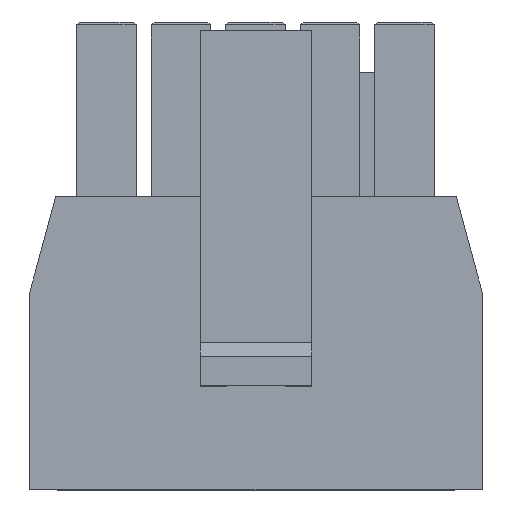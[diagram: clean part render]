
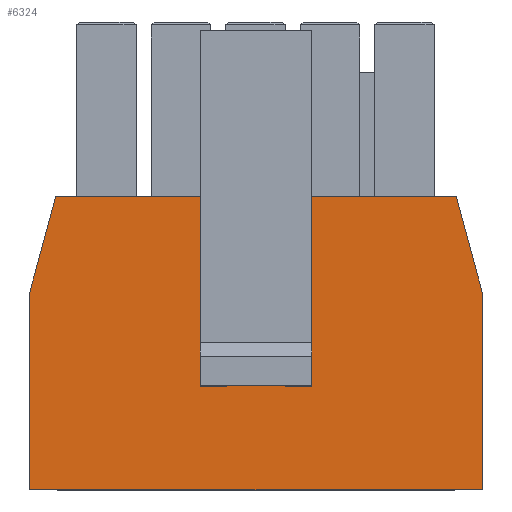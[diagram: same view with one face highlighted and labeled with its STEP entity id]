
A CAD part, top view. The second image highlights one B-rep face of the part: STEP entity #6324.
In plain terms, the highlighted planar face has unit normal (0, 0, 1).
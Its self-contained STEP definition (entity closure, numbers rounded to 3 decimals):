
#1098=ORIENTED_EDGE('',*,*,#1930,.T.);
#1099=ORIENTED_EDGE('',*,*,#2537,.T.);
#1100=ORIENTED_EDGE('',*,*,#1939,.T.);
#1101=ORIENTED_EDGE('',*,*,#2538,.T.);
#1102=ORIENTED_EDGE('',*,*,#2539,.F.);
#1103=ORIENTED_EDGE('',*,*,#1936,.T.);
#1104=ORIENTED_EDGE('',*,*,#2540,.F.);
#1105=ORIENTED_EDGE('',*,*,#1941,.T.);
#1106=ORIENTED_EDGE('',*,*,#2535,.F.);
#1107=ORIENTED_EDGE('',*,*,#2360,.F.);
#1108=ORIENTED_EDGE('',*,*,#2459,.T.);
#1109=ORIENTED_EDGE('',*,*,#2541,.T.);
#1110=ORIENTED_EDGE('',*,*,#2453,.T.);
#1111=ORIENTED_EDGE('',*,*,#2542,.F.);
#1930=EDGE_CURVE('',#2826,#2824,#3409,.F.);
#1936=EDGE_CURVE('',#2829,#2831,#3412,.F.);
#1939=EDGE_CURVE('',#2832,#2833,#3413,.T.);
#1941=EDGE_CURVE('',#2835,#2834,#3414,.T.);
#2360=EDGE_CURVE('',#3124,#3125,#3832,.T.);
#2453=EDGE_CURVE('',#3203,#3202,#3925,.T.);
#2459=EDGE_CURVE('',#3124,#3206,#3931,.T.);
#2535=EDGE_CURVE('',#3125,#3253,#4007,.T.);
#2537=EDGE_CURVE('',#2824,#2832,#4009,.T.);
#2538=EDGE_CURVE('',#2833,#2826,#4010,.T.);
#2539=EDGE_CURVE('',#2829,#2834,#4011,.T.);
#2540=EDGE_CURVE('',#2835,#2831,#4012,.T.);
#2541=EDGE_CURVE('',#3206,#3203,#4013,.T.);
#2542=EDGE_CURVE('',#3253,#3202,#4014,.T.);
#2824=VERTEX_POINT('',#8597);
#2826=VERTEX_POINT('',#8600);
#2829=VERTEX_POINT('',#8607);
#2831=VERTEX_POINT('',#8611);
#2832=VERTEX_POINT('',#8615);
#2833=VERTEX_POINT('',#8617);
#2834=VERTEX_POINT('',#8621);
#2835=VERTEX_POINT('',#8623);
#3124=VERTEX_POINT('',#9452);
#3125=VERTEX_POINT('',#9454);
#3202=VERTEX_POINT('',#9633);
#3203=VERTEX_POINT('',#9635);
#3206=VERTEX_POINT('',#9645);
#3253=VERTEX_POINT('',#9798);
#3409=LINE('',#8599,#4299);
#3412=LINE('',#8612,#4302);
#3413=LINE('',#8618,#4303);
#3414=LINE('',#8622,#4304);
#3832=LINE('',#9453,#4722);
#3925=LINE('',#9634,#4815);
#3931=LINE('',#9646,#4821);
#4007=LINE('',#9797,#4897);
#4009=LINE('',#9801,#4899);
#4010=LINE('',#9802,#4900);
#4011=LINE('',#9803,#4901);
#4012=LINE('',#9804,#4902);
#4013=LINE('',#9805,#4903);
#4014=LINE('',#9806,#4904);
#4299=VECTOR('',#6956,1000.);
#4302=VECTOR('',#6967,1000.);
#4303=VECTOR('',#6974,1000.);
#4304=VECTOR('',#6979,1000.);
#4722=VECTOR('',#7643,1000.);
#4815=VECTOR('',#7756,1000.);
#4821=VECTOR('',#7766,1000.);
#4897=VECTOR('',#7900,1000.);
#4899=VECTOR('',#7904,1000.);
#4900=VECTOR('',#7905,1000.);
#4901=VECTOR('',#7906,1000.);
#4902=VECTOR('',#7907,1000.);
#4903=VECTOR('',#7908,1000.);
#4904=VECTOR('',#7909,1000.);
#5307=EDGE_LOOP('',(#1098,#1099,#1100,#1101));
#5308=EDGE_LOOP('',(#1102,#1103,#1104,#1105));
#5309=EDGE_LOOP('',(#1106,#1107,#1108,#1109,#1110,#1111));
#5661=FACE_BOUND('',#5307,.T.);
#5662=FACE_BOUND('',#5308,.T.);
#5663=FACE_BOUND('',#5309,.T.);
#5992=PLANE('',#6682);
#6324=ADVANCED_FACE('',(#5661,#5662,#5663),#5992,.F.);
#6682=AXIS2_PLACEMENT_3D('',#9800,#7902,#7903);
#6956=DIRECTION('',(-1.,0.,0.));
#6967=DIRECTION('',(-1.,0.,0.));
#6974=DIRECTION('',(-1.,0.,0.));
#6979=DIRECTION('',(-1.,0.,0.));
#7643=DIRECTION('',(1.,0.,0.));
#7756=DIRECTION('',(1.,0.,0.));
#7766=DIRECTION('',(-0.261,-0.965,0.));
#7900=DIRECTION('',(0.261,-0.965,0.));
#7902=DIRECTION('',(0.,0.,-1.));
#7903=DIRECTION('',(-1.,0.,0.));
#7904=DIRECTION('',(0.,-1.,0.));
#7905=DIRECTION('',(0.,1.,0.));
#7906=DIRECTION('',(0.,-1.,0.));
#7907=DIRECTION('',(0.,1.,0.));
#7908=DIRECTION('',(0.,-1.,0.));
#7909=DIRECTION('',(0.,-1.,0.));
#8597=CARTESIAN_POINT('',(-1.,9.53,1.72));
#8599=CARTESIAN_POINT('',(1.875,9.53,1.72));
#8600=CARTESIAN_POINT('',(-1.875,9.53,1.72));
#8607=CARTESIAN_POINT('',(1.,9.53,1.72));
#8611=CARTESIAN_POINT('',(1.875,9.53,1.72));
#8612=CARTESIAN_POINT('',(1.875,9.53,1.72));
#8615=CARTESIAN_POINT('',(-1.,7.43,1.72));
#8617=CARTESIAN_POINT('',(-1.875,7.43,1.72));
#8618=CARTESIAN_POINT('',(-1.875,7.43,1.72));
#8621=CARTESIAN_POINT('',(1.,7.43,1.72));
#8622=CARTESIAN_POINT('',(-1.875,7.43,1.72));
#8623=CARTESIAN_POINT('',(1.875,7.43,1.72));
#9452=CARTESIAN_POINT('',(-6.72,9.85,1.72));
#9453=CARTESIAN_POINT('',(-7.6,9.85,1.72));
#9454=CARTESIAN_POINT('',(6.72,9.85,1.72));
#9633=CARTESIAN_POINT('',(7.6,0.,1.72));
#9634=CARTESIAN_POINT('',(-7.6,0.,1.72));
#9635=CARTESIAN_POINT('',(-7.6,0.,1.72));
#9645=CARTESIAN_POINT('',(-7.6,6.6,1.72));
#9646=CARTESIAN_POINT('',(-6.72,9.85,1.72));
#9797=CARTESIAN_POINT('',(6.72,9.85,1.72));
#9798=CARTESIAN_POINT('',(7.6,6.6,1.72));
#9800=CARTESIAN_POINT('',(-7.6,9.85,1.72));
#9801=CARTESIAN_POINT('',(-1.,14.71,1.72));
#9802=CARTESIAN_POINT('',(-1.875,7.83,1.72));
#9803=CARTESIAN_POINT('',(1.,14.71,1.72));
#9804=CARTESIAN_POINT('',(1.875,7.83,1.72));
#9805=CARTESIAN_POINT('',(-7.6,9.85,1.72));
#9806=CARTESIAN_POINT('',(7.6,9.85,1.72));
